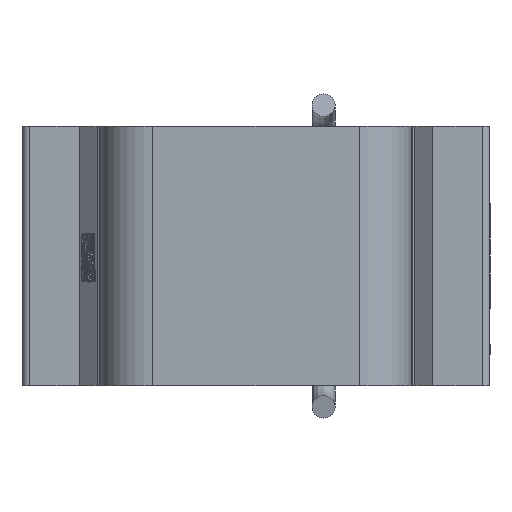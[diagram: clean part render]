
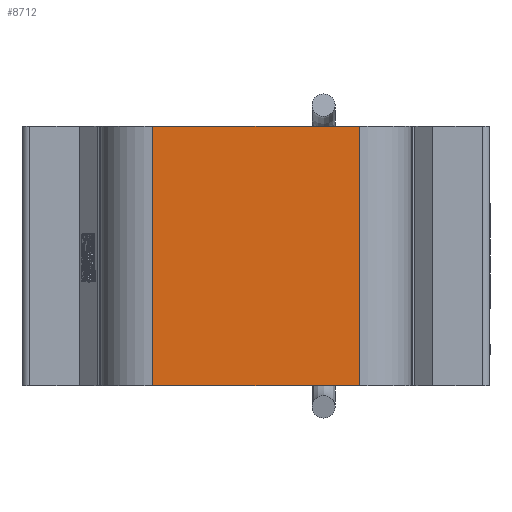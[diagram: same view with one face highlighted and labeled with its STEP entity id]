
A CAD part, left-side view. The second image highlights one B-rep face of the part: STEP entity #8712.
In plain terms, the highlighted planar face has unit normal (-1, 0, 0).
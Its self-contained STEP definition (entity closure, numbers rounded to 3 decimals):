
#548 = VERTEX_POINT ( 'NONE', #3134 ) ;
#690 = CARTESIAN_POINT ( 'NONE',  ( -102.527, 15.011, 45.64 ) ) ;
#718 = ORIENTED_EDGE ( 'NONE', *, *, #23057, .F. ) ;
#1532 = VERTEX_POINT ( 'NONE', #1637 ) ;
#1637 = CARTESIAN_POINT ( 'NONE',  ( -102.527, 22.956, 35.64 ) ) ;
#2972 = LINE ( 'NONE', #690, #15861 ) ;
#3134 = CARTESIAN_POINT ( 'NONE',  ( -102.527, 15.011, 45.64 ) ) ;
#3296 = DIRECTION ( 'NONE',  ( 0., -1., 0. ) ) ;
#4794 = ORIENTED_EDGE ( 'NONE', *, *, #7289, .T. ) ;
#4876 = ORIENTED_EDGE ( 'NONE', *, *, #21834, .T. ) ;
#5723 = VECTOR ( 'NONE', #29227, 1000. ) ;
#6066 = ORIENTED_EDGE ( 'NONE', *, *, #22820, .F. ) ;
#6576 = CARTESIAN_POINT ( 'NONE',  ( -102.527, 15.011, 45.64 ) ) ;
#7289 = EDGE_CURVE ( 'NONE', #28709, #1532, #28617, .T. ) ;
#8140 = CARTESIAN_POINT ( 'NONE',  ( -102.527, 22.956, 45.64 ) ) ;
#8712 = ADVANCED_FACE ( 'NONE', ( #20245 ), #8907, .F. ) ;
#8907 = PLANE ( 'NONE',  #23893 ) ;
#11318 = LINE ( 'NONE', #25079, #23410 ) ;
#11446 = DIRECTION ( 'NONE',  ( 0., 0., -1. ) ) ;
#12129 = LINE ( 'NONE', #14743, #5723 ) ;
#12159 = DIRECTION ( 'NONE',  ( 0., 0., -1. ) ) ;
#14743 = CARTESIAN_POINT ( 'NONE',  ( -102.527, 15.011, 35.64 ) ) ;
#15861 = VECTOR ( 'NONE', #17611, 1000. ) ;
#16891 = CARTESIAN_POINT ( 'NONE',  ( -102.527, 22.956, 45.64 ) ) ;
#17611 = DIRECTION ( 'NONE',  ( 0., 0., -1. ) ) ;
#18871 = EDGE_LOOP ( 'NONE', ( #4876, #6066, #718, #4794 ) ) ;
#20245 = FACE_OUTER_BOUND ( 'NONE', #18871, .T. ) ;
#21834 = EDGE_CURVE ( 'NONE', #1532, #27016, #12129, .T. ) ;
#22820 = EDGE_CURVE ( 'NONE', #548, #27016, #2972, .T. ) ;
#23057 = EDGE_CURVE ( 'NONE', #28709, #548, #11318, .T. ) ;
#23410 = VECTOR ( 'NONE', #3296, 1000. ) ;
#23893 = AXIS2_PLACEMENT_3D ( 'NONE', #6576, #25894, #11446 ) ;
#25079 = CARTESIAN_POINT ( 'NONE',  ( -102.527, 15.011, 45.64 ) ) ;
#25894 = DIRECTION ( 'NONE',  ( 1., 0., 0. ) ) ;
#27016 = VERTEX_POINT ( 'NONE', #28401 ) ;
#27864 = VECTOR ( 'NONE', #12159, 1000. ) ;
#28401 = CARTESIAN_POINT ( 'NONE',  ( -102.527, 15.011, 35.64 ) ) ;
#28617 = LINE ( 'NONE', #16891, #27864 ) ;
#28709 = VERTEX_POINT ( 'NONE', #8140 ) ;
#29227 = DIRECTION ( 'NONE',  ( 0., -1., 0. ) ) ;
